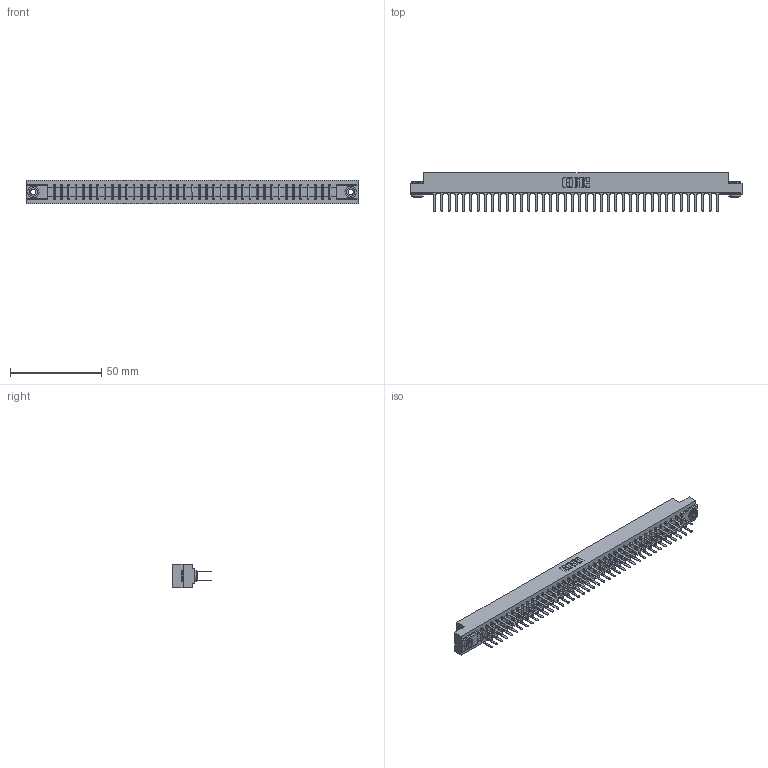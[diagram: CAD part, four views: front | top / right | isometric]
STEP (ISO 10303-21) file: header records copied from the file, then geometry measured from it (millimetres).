
FILE_DESCRIPTION (( 'STEP AP203' ), '1' );
FILE_NAME ('357-080-522-203.STEP', '2019-09-19T15:24:51', ( '' ), ( '' ), 'SwSTEP 2.0', 'SolidWorks 2016', '' );
FILE_SCHEMA (( 'CONFIG_CONTROL_DESIGN' ));
Length unit declared in the file: inch
Products named in the file (4): 307-290-001_522; 357-080-522-203; 307 Part_.156 Dia Mounting Holes; 345-250-002_345-250-002-102
Assembly tree (83 placements, depth 2):
  357-080-522-203
    307 Part_.156 Dia Mounting Holes
    307-290-001_522  x80
    345-250-002_345-250-002-102  x2
Bounding box: 181.51 x 21.11 x 12.7 mm (x, y, z)
Volume: 19460.7 mm3; surface area: 24893.9 mm2
Topology: 83 solids, 83 shells, 3891 faces, 10835 edges, 7002 vertices
Faces by surface type: plane 2574, cylinder 1227, sphere 82, cone 8
Entity records: 36851 total; most frequent: CARTESIAN_POINT 6009, ORIENTED_EDGE 5946, DIRECTION 5901, EDGE_CURVE 2973, VECTOR 2273, LINE 2273, VERTEX_POINT 1922, AXIS2_PLACEMENT_3D 1814
